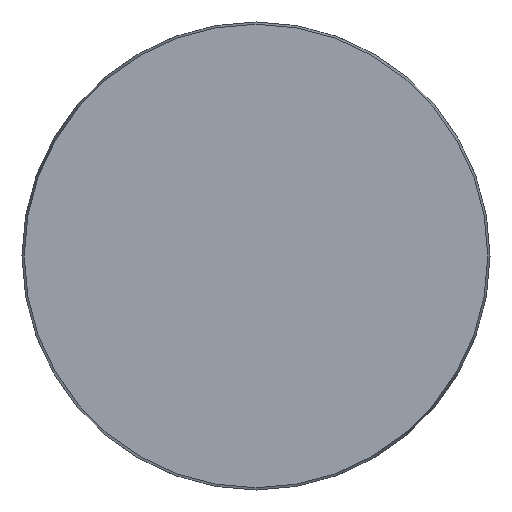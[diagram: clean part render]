
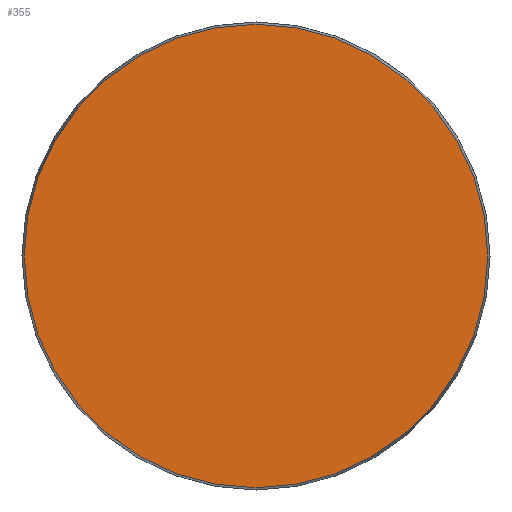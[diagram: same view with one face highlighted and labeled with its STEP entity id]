
A CAD part, front view. The second image highlights one B-rep face of the part: STEP entity #355.
In plain terms, the highlighted planar face has unit normal (0, -1, 0).
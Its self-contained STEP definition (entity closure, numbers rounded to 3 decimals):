
#4 = AXIS2_PLACEMENT_3D ( 'NONE', #236, #466, #331 ) ;
#34 = EDGE_CURVE ( 'NONE', #368, #368, #129, .T. ) ;
#56 = DIRECTION ( 'NONE',  ( 0., 1., 0. ) ) ;
#60 = PLANE ( 'NONE',  #181 ) ;
#129 = CIRCLE ( 'NONE', #4, 58.425 ) ;
#181 = AXIS2_PLACEMENT_3D ( 'NONE', #275, #56, #358 ) ;
#226 = FACE_OUTER_BOUND ( 'NONE', #406, .T. ) ;
#236 = CARTESIAN_POINT ( 'NONE',  ( 0., 0., 0. ) ) ;
#275 = CARTESIAN_POINT ( 'NONE',  ( -58.425, 0., 0. ) ) ;
#331 = DIRECTION ( 'NONE',  ( 0., 0., -1. ) ) ;
#355 = ADVANCED_FACE ( 'NONE', ( #226 ), #60, .F. ) ;
#358 = DIRECTION ( 'NONE',  ( 0., 0., 1. ) ) ;
#368 = VERTEX_POINT ( 'NONE', #543 ) ;
#406 = EDGE_LOOP ( 'NONE', ( #551 ) ) ;
#466 = DIRECTION ( 'NONE',  ( 0., -1., 0. ) ) ;
#543 = CARTESIAN_POINT ( 'NONE',  ( 0., 0., -58.425 ) ) ;
#551 = ORIENTED_EDGE ( 'NONE', *, *, #34, .T. ) ;
